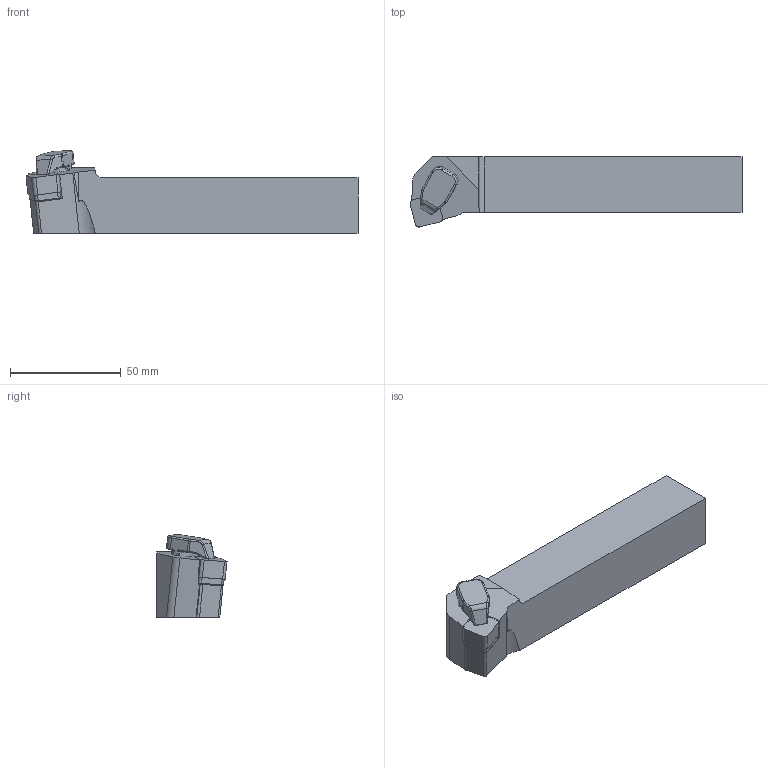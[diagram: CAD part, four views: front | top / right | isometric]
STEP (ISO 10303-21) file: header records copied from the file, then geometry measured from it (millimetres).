
FILE_DESCRIPTION (( 'STEP AP214' ), '1' );
FILE_NAME ('CSKNR-2525-M1207C-LIGHT.STP', '2023-10-30T14:40:08', ( '' ), ( '' ), 'SwSTEP 2.0', 'SolidWorks 2018', '' );
FILE_SCHEMA (( 'AUTOMOTIVE_DESIGN' ));
Length unit declared in the file: millimetre
Products named in the file (1): CSKNR-2525-M1207C-LIGHT
Bounding box: 149.77 x 31.65 x 37.25 mm (x, y, z)
Volume: 96526.7 mm3; surface area: 17909.3 mm2
Topology: 2 solids, 2 shells, 163 faces, 407 edges, 245 vertices
Faces by surface type: plane 60, cylinder 58, torus 23, cone 12, bspline 10
Entity records: 7429 total; most frequent: CARTESIAN_POINT 1783, DIRECTION 808, ORIENTED_EDGE 806, EDGE_CURVE 403, AXIS2_PLACEMENT_3D 299, VERTEX_POINT 245, VECTOR 210, LINE 210
